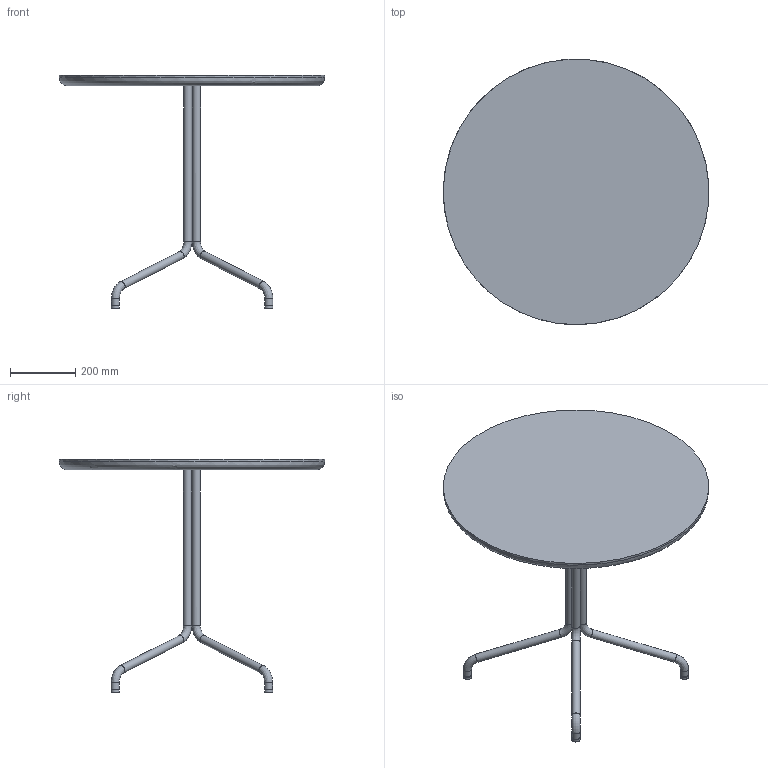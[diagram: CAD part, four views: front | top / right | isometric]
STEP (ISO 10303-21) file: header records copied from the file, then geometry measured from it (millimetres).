
FILE_DESCRIPTION(/* description */ (''),/* implementation_level */ '2;1');
FILE_NAME(/* name */ 'Bicorn_CB-595_3D',/* time_stamp */ '2023-10-06T13:48:27+02:00',/* author */ (''),/* organization */ (''),/* preprocessor_version */ 'ST-DEVELOPER v16.5',/* originating_system */ 'Rhino 7.31',/* authorisation */ '');
FILE_SCHEMA (('AUTOMOTIVE_DESIGN'));
Length unit declared in the file: centimetre
Products named in the file (2): Document; Bicorn_CB-595
Assembly tree (1 placements, depth 2):
  Document
    Bicorn_CB-595
Bounding box: 812.39 x 812.39 x 713.82 mm (x, y, z)
Volume: 17799765 mm3; surface area: 1387769.2 mm2
Topology: 1 solids, 1 shells, 48 faces, 79 edges, 47 vertices
Faces by surface type: cylinder 23, plane 16, bspline 9
Full cylindrical faces by diameter (mm): 8 x4, 25 x16, 500 x1, 502 x1, 813 x1
Entity records: 2138 total; most frequent: CARTESIAN_POINT 1493, ORIENTED_EDGE 158, EDGE_CURVE 79, EDGE_LOOP 62, ADVANCED_FACE 48, FACE_OUTER_BOUND 48, VERTEX_POINT 47, DIRECTION 47
